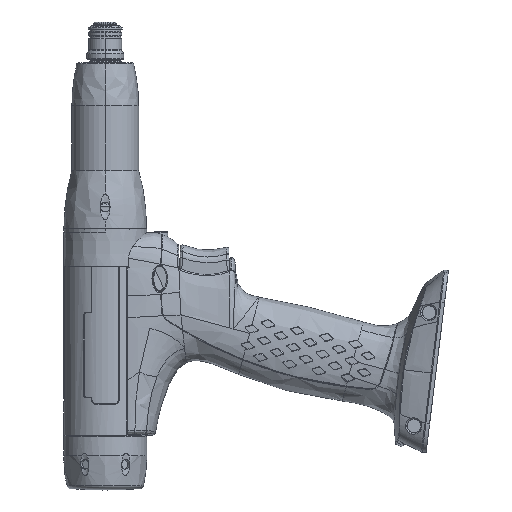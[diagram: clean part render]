
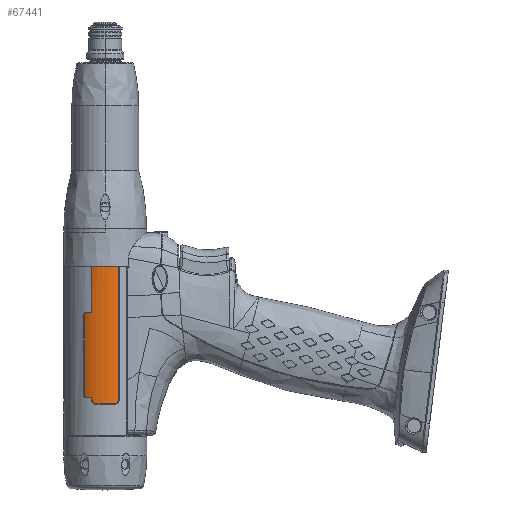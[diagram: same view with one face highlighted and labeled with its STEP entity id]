
A CAD part, left-side view. The second image highlights one B-rep face of the part: STEP entity #67441.
In plain terms, the highlighted cylindrical face has radius 18.746 mm (diameter 37.492 mm), a partial arc.
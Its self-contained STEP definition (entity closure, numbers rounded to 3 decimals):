
#668=CARTESIAN_POINT('',(0.,0.,-21.3));
#669=DIRECTION('',(0.,0.,-1.));
#670=DIRECTION('',(-0.934,-0.357,0.));
#671=AXIS2_PLACEMENT_3D('',#668,#669,#670);
#9404=CARTESIAN_POINT('',(0.,0.,-83.9));
#9405=DIRECTION('',(0.,0.,-1.));
#9406=DIRECTION('',(-0.934,0.357,0.));
#9407=AXIS2_PLACEMENT_3D('',#9404,#9405,#9406);
#9417=DIRECTION('',(0.,0.,-1.));
#9418=VECTOR('',#9417,0.8);
#9419=CARTESIAN_POINT('',(-17.512,6.69,-83.9));
#9420=LINE('',#9419,#9418);
#9430=CARTESIAN_POINT('',(-17.512,6.69,-84.7));
#9431=CARTESIAN_POINT('',(-17.512,6.69,
-84.928));
#9432=CARTESIAN_POINT('',(-17.531,6.639,
-85.37));
#9433=CARTESIAN_POINT('',(-17.619,6.405,
-86.016));
#9434=CARTESIAN_POINT('',(-17.75,6.035,
-86.561));
#9435=CARTESIAN_POINT('',(-17.907,5.554,
-86.989));
#9436=CARTESIAN_POINT('',(-18.086,4.947,
-87.292));
#9437=CARTESIAN_POINT('',(-18.21,4.459,
-87.378));
#9438=CARTESIAN_POINT('',(-18.271,4.194,
-87.378));
#9508=CARTESIAN_POINT('',(0.,0.,-87.378));
#9509=DIRECTION('',(0.,0.,-1.));
#9510=DIRECTION('',(-0.975,-0.224,0.));
#9511=AXIS2_PLACEMENT_3D('',#9508,#9509,#9510);
#9523=CARTESIAN_POINT('',(-18.271,-4.194,
-87.378));
#9524=CARTESIAN_POINT('',(-18.218,-4.423,
-87.378));
#9525=CARTESIAN_POINT('',(-18.112,-4.849,
-87.314));
#9526=CARTESIAN_POINT('',(-17.955,-5.397,
-87.079));
#9527=CARTESIAN_POINT('',(-17.814,-5.844,
-86.747));
#9528=CARTESIAN_POINT('',(-17.69,-6.205,
-86.332));
#9529=CARTESIAN_POINT('',(-17.59,-6.483,
-85.83));
#9530=CARTESIAN_POINT('',(-17.526,-6.652,
-85.275));
#9531=CARTESIAN_POINT('',(-17.512,-6.69,
-84.895));
#9532=CARTESIAN_POINT('',(-17.512,-6.69,-84.7));
#9602=DIRECTION('',(0.,0.,1.));
#9603=VECTOR('',#9602,63.4);
#9604=CARTESIAN_POINT('',(-17.512,-6.69,-84.7));
#9605=LINE('',#9604,#9603);
#9769=CARTESIAN_POINT('',(-15.967,9.823,-82.15));
#9770=CARTESIAN_POINT('',(-15.967,9.823,
-82.333));
#9771=CARTESIAN_POINT('',(-15.997,9.774,
-82.699));
#9772=CARTESIAN_POINT('',(-16.129,9.555,
-83.198));
#9773=CARTESIAN_POINT('',(-16.326,9.217,
-83.588));
#9774=CARTESIAN_POINT('',(-16.565,8.781,
-83.842));
#9775=CARTESIAN_POINT('',(-16.732,8.454,-83.9));
#9776=CARTESIAN_POINT('',(-16.814,8.289,-83.9));
#9836=DIRECTION('',(0.,0.,-1.));
#9837=VECTOR('',#9836,36.6);
#9838=CARTESIAN_POINT('',(-15.967,9.823,-45.55));
#9839=LINE('',#9838,#9837);
#9848=CARTESIAN_POINT('',(-16.814,8.289,-43.8));
#9849=CARTESIAN_POINT('',(-16.732,8.454,-43.8));
#9850=CARTESIAN_POINT('',(-16.565,8.781,
-43.858));
#9851=CARTESIAN_POINT('',(-16.326,9.217,
-44.112));
#9852=CARTESIAN_POINT('',(-16.129,9.555,
-44.502));
#9853=CARTESIAN_POINT('',(-15.997,9.774,
-45.001));
#9854=CARTESIAN_POINT('',(-15.967,9.823,
-45.367));
#9855=CARTESIAN_POINT('',(-15.967,9.823,-45.55));
#9915=CARTESIAN_POINT('',(0.,0.,-43.8));
#9916=DIRECTION('',(0.,0.,-1.));
#9917=DIRECTION('',(-0.934,0.357,0.));
#9918=AXIS2_PLACEMENT_3D('',#9915,#9916,#9917);
#10049=CARTESIAN_POINT('',(-17.512,6.69,
-28.105));
#10050=CARTESIAN_POINT('',(-17.541,6.614,
-28.282));
#10051=CARTESIAN_POINT('',(-17.585,6.495,
-28.653));
#10052=CARTESIAN_POINT('',(-17.605,6.441,
-29.053));
#10053=CARTESIAN_POINT('',(-17.609,6.428,
-29.261));
#10055=CARTESIAN_POINT('',(-17.609,6.428,
-29.261));
#10056=CARTESIAN_POINT('',(-17.607,6.436,
-29.484));
#10057=CARTESIAN_POINT('',(-17.588,6.486,
-29.912));
#10058=CARTESIAN_POINT('',(-17.542,6.61,
-30.306));
#10059=CARTESIAN_POINT('',(-17.512,6.69,
-30.494));
#10065=DIRECTION('',(0.,0.,-1.));
#10066=VECTOR('',#10065,13.306);
#10067=CARTESIAN_POINT('',(-17.512,6.69,
-30.494));
#10068=LINE('',#10067,#10066);
#10088=DIRECTION('',(0.,0.,-1.));
#10089=VECTOR('',#10088,6.805);
#10090=CARTESIAN_POINT('',(-17.512,6.69,-21.3));
#10091=LINE('',#10090,#10089);
#66256=CARTESIAN_POINT('',(-17.512,6.69,-43.8));
#66257=CARTESIAN_POINT('',(-16.814,8.289,-43.8));
#66258=VERTEX_POINT('',#66256);
#66259=VERTEX_POINT('',#66257);
#66260=CARTESIAN_POINT('',(-17.512,6.69,-83.9));
#66261=CARTESIAN_POINT('',(-16.814,8.289,-83.9));
#66262=VERTEX_POINT('',#66260);
#66263=VERTEX_POINT('',#66261);
#66264=CARTESIAN_POINT('',(-15.967,9.823,-45.55));
#66265=CARTESIAN_POINT('',(-15.967,9.823,-82.15));
#66266=VERTEX_POINT('',#66264);
#66267=VERTEX_POINT('',#66265);
#66279=CARTESIAN_POINT('',(-17.512,6.69,-21.3));
#66280=CARTESIAN_POINT('',(-17.512,6.69,
-28.105));
#66281=VERTEX_POINT('',#66279);
#66282=VERTEX_POINT('',#66280);
#66283=VERTEX_POINT('',#9430);
#66284=VERTEX_POINT('',#9438);
#66285=CARTESIAN_POINT('',(-18.271,-4.194,
-87.378));
#66286=VERTEX_POINT('',#66285);
#66287=VERTEX_POINT('',#9532);
#66288=CARTESIAN_POINT('',(-17.512,-6.69,-21.3));
#66289=VERTEX_POINT('',#66288);
#66462=VERTEX_POINT('',#10053);
#66463=VERTEX_POINT('',#10059);
#67404=CARTESIAN_POINT('',(0.,0.,70.861));
#67405=DIRECTION('',(0.,0.,-1.));
#67406=DIRECTION('',(0.,-1.,0.));
#67407=AXIS2_PLACEMENT_3D('',#67404,#67405,#67406);
#67408=CYLINDRICAL_SURFACE('',#67407,18.746);
#67410=ORIENTED_EDGE('',*,*,#67409,.F.);
#67412=ORIENTED_EDGE('',*,*,#67411,.F.);
#67414=ORIENTED_EDGE('',*,*,#67413,.F.);
#67416=ORIENTED_EDGE('',*,*,#67415,.T.);
#67418=ORIENTED_EDGE('',*,*,#67417,.F.);
#67420=ORIENTED_EDGE('',*,*,#67419,.F.);
#67422=ORIENTED_EDGE('',*,*,#67421,.T.);
#67424=ORIENTED_EDGE('',*,*,#67423,.F.);
#67426=ORIENTED_EDGE('',*,*,#67425,.F.);
#67428=ORIENTED_EDGE('',*,*,#67427,.F.);
#67430=ORIENTED_EDGE('',*,*,#67429,.F.);
#67432=ORIENTED_EDGE('',*,*,#67431,.F.);
#67434=ORIENTED_EDGE('',*,*,#67433,.F.);
#67436=ORIENTED_EDGE('',*,*,#67435,.F.);
#67438=ORIENTED_EDGE('',*,*,#67437,.F.);
#67439=EDGE_LOOP('',(#67410,#67412,#67414,#67416,#67418,#67420,#67422,#67424,
#67426,#67428,#67430,#67432,#67434,#67436,#67438));
#67440=FACE_OUTER_BOUND('',#67439,.F.);
#67441=ADVANCED_FACE('',(#67440),#67408,.T.);
#672=CIRCLE('',#671,18.746);
#9408=CIRCLE('',#9407,18.746);
#9439=B_SPLINE_CURVE_WITH_KNOTS('',3,(#9430,#9431,#9432,#9433,#9434,#9435,#9436,
#9437,#9438),.UNSPECIFIED.,.F.,.F.,(4,1,1,1,1,1,4),(0.,0.167,
0.333,0.5,0.667,0.833,1.),
.UNSPECIFIED.);
#9512=CIRCLE('',#9511,18.746);
#9533=B_SPLINE_CURVE_WITH_KNOTS('',3,(#9523,#9524,#9525,#9526,#9527,#9528,#9529,
#9530,#9531,#9532),.UNSPECIFIED.,.F.,.F.,(4,1,1,1,1,1,1,4),(0.,
0.143,0.286,0.429,0.571,
0.714,0.857,1.),.UNSPECIFIED.);
#9777=B_SPLINE_CURVE_WITH_KNOTS('',3,(#9769,#9770,#9771,#9772,#9773,#9774,#9775,
#9776),.UNSPECIFIED.,.F.,.F.,(4,1,1,1,1,4),(0.,0.2,0.4,0.6,0.8,1.),
.UNSPECIFIED.);
#9856=B_SPLINE_CURVE_WITH_KNOTS('',3,(#9848,#9849,#9850,#9851,#9852,#9853,#9854,
#9855),.UNSPECIFIED.,.F.,.F.,(4,1,1,1,1,4),(0.,0.2,0.4,0.6,0.8,1.),
.UNSPECIFIED.);
#9919=CIRCLE('',#9918,18.746);
#10054=B_SPLINE_CURVE_WITH_KNOTS('',3,(#10049,#10050,#10051,#10052,#10053),
.UNSPECIFIED.,.F.,.F.,(4,1,4),(0.,0.5,1.),.UNSPECIFIED.);
#10060=B_SPLINE_CURVE_WITH_KNOTS('',3,(#10055,#10056,#10057,#10058,#10059),
.UNSPECIFIED.,.F.,.F.,(4,1,4),(0.,0.5,1.),.UNSPECIFIED.);
#67409=EDGE_CURVE('',#66289,#66281,#672,.T.);
#67411=EDGE_CURVE('',#66287,#66289,#9605,.T.);
#67413=EDGE_CURVE('',#66286,#66287,#9533,.T.);
#67415=EDGE_CURVE('',#66286,#66284,#9512,.T.);
#67417=EDGE_CURVE('',#66283,#66284,#9439,.T.);
#67419=EDGE_CURVE('',#66262,#66283,#9420,.T.);
#67421=EDGE_CURVE('',#66262,#66263,#9408,.T.);
#67423=EDGE_CURVE('',#66267,#66263,#9777,.T.);
#67425=EDGE_CURVE('',#66266,#66267,#9839,.T.);
#67427=EDGE_CURVE('',#66259,#66266,#9856,.T.);
#67429=EDGE_CURVE('',#66258,#66259,#9919,.T.);
#67431=EDGE_CURVE('',#66463,#66258,#10068,.T.);
#67433=EDGE_CURVE('',#66462,#66463,#10060,.T.);
#67435=EDGE_CURVE('',#66282,#66462,#10054,.T.);
#67437=EDGE_CURVE('',#66281,#66282,#10091,.T.);
